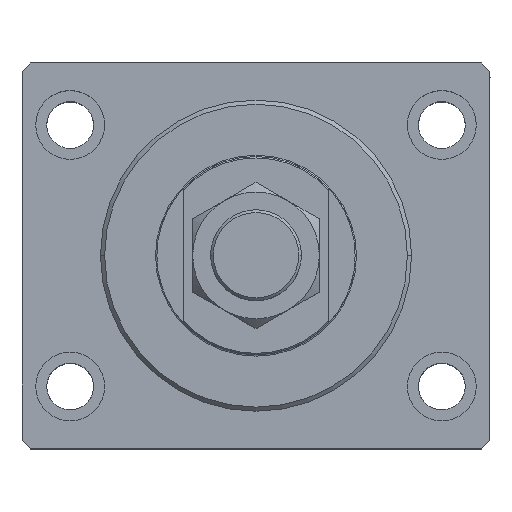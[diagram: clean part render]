
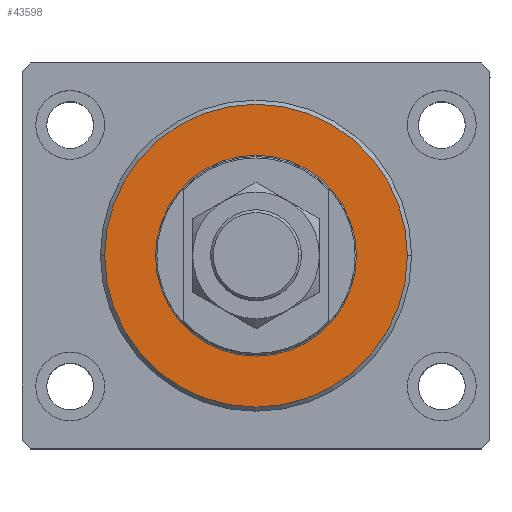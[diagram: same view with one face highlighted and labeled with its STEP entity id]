
A CAD part, top view. The second image highlights one B-rep face of the part: STEP entity #43598.
In plain terms, the highlighted face is planar.
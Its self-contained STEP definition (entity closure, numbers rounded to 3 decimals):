
#6717 = AXIS2_PLACEMENT_3D ( 'NONE', #19027, #18796, #40136 ) ;
#6991 = VERTEX_POINT ( 'NONE', #27889 ) ;
#7670 = FACE_OUTER_BOUND ( 'NONE', #33714, .T. ) ;
#9249 = ORIENTED_EDGE ( 'NONE', *, *, #18997, .T. ) ;
#10316 = DIRECTION ( 'NONE',  ( 0., 0., 1. ) ) ;
#10556 = PLANE ( 'NONE',  #47317 ) ;
#13789 = DIRECTION ( 'NONE',  ( 0., 0., -1. ) ) ;
#14196 = VERTEX_POINT ( 'NONE', #29700 ) ;
#14551 = VERTEX_POINT ( 'NONE', #16124 ) ;
#16124 = CARTESIAN_POINT ( 'NONE',  ( -36.5, 0., 0. ) ) ;
#18528 = VERTEX_POINT ( 'NONE', #44788 ) ;
#18796 = DIRECTION ( 'NONE',  ( 0., 0., 1. ) ) ;
#18835 = ORIENTED_EDGE ( 'NONE', *, *, #43344, .T. ) ;
#18997 = EDGE_CURVE ( 'NONE', #18528, #6991, #47070, .T. ) ;
#19027 = CARTESIAN_POINT ( 'NONE',  ( 0., 0., 0. ) ) ;
#19681 = DIRECTION ( 'NONE',  ( 1., 0., 0. ) ) ;
#22190 = EDGE_CURVE ( 'NONE', #14196, #14551, #44013, .T. ) ;
#23829 = CARTESIAN_POINT ( 'NONE',  ( 0., 0., 0. ) ) ;
#24888 = AXIS2_PLACEMENT_3D ( 'NONE', #43027, #13789, #28419 ) ;
#25420 = CARTESIAN_POINT ( 'NONE',  ( 0., 0., 0. ) ) ;
#26396 = AXIS2_PLACEMENT_3D ( 'NONE', #23829, #42043, #28142 ) ;
#27438 = AXIS2_PLACEMENT_3D ( 'NONE', #37434, #30956, #19681 ) ;
#27889 = CARTESIAN_POINT ( 'NONE',  ( -55., 0., 0. ) ) ;
#28142 = DIRECTION ( 'NONE',  ( 1., 0., 0. ) ) ;
#28419 = DIRECTION ( 'NONE',  ( 1., 0., 0. ) ) ;
#29700 = CARTESIAN_POINT ( 'NONE',  ( 36.5, 0., 0. ) ) ;
#30956 = DIRECTION ( 'NONE',  ( 0., 0., -1. ) ) ;
#32612 = DIRECTION ( 'NONE',  ( 1., 0., 0. ) ) ;
#33317 = FACE_BOUND ( 'NONE', #43049, .T. ) ;
#33640 = ORIENTED_EDGE ( 'NONE', *, *, #22190, .T. ) ;
#33714 = EDGE_LOOP ( 'NONE', ( #9249, #18835 ) ) ;
#37434 = CARTESIAN_POINT ( 'NONE',  ( 0., 0., 0. ) ) ;
#38101 = CIRCLE ( 'NONE', #27438, 55. ) ;
#40136 = DIRECTION ( 'NONE',  ( 1., 0., 0. ) ) ;
#41173 = CIRCLE ( 'NONE', #6717, 36.5 ) ;
#42043 = DIRECTION ( 'NONE',  ( 0., 0., 1. ) ) ;
#42994 = EDGE_CURVE ( 'NONE', #14551, #14196, #41173, .T. ) ;
#43027 = CARTESIAN_POINT ( 'NONE',  ( 0., 0., 0. ) ) ;
#43049 = EDGE_LOOP ( 'NONE', ( #33640, #44269 ) ) ;
#43344 = EDGE_CURVE ( 'NONE', #6991, #18528, #38101, .T. ) ;
#43598 = ADVANCED_FACE ( 'NONE', ( #33317, #7670 ), #10556, .F. ) ;
#44013 = CIRCLE ( 'NONE', #26396, 36.5 ) ;
#44269 = ORIENTED_EDGE ( 'NONE', *, *, #42994, .T. ) ;
#44788 = CARTESIAN_POINT ( 'NONE',  ( 55., 0., 0. ) ) ;
#47070 = CIRCLE ( 'NONE', #24888, 55. ) ;
#47317 = AXIS2_PLACEMENT_3D ( 'NONE', #25420, #10316, #32612 ) ;
